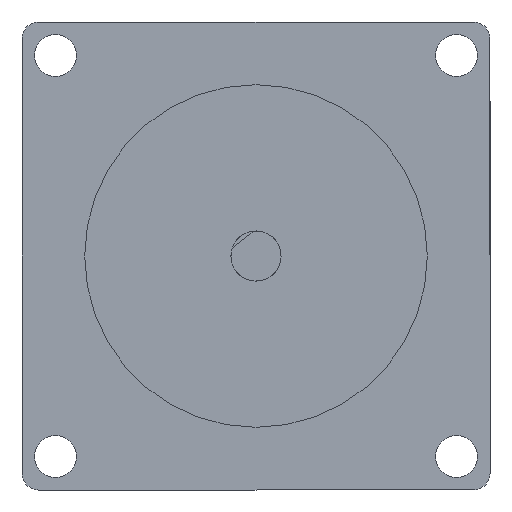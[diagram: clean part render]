
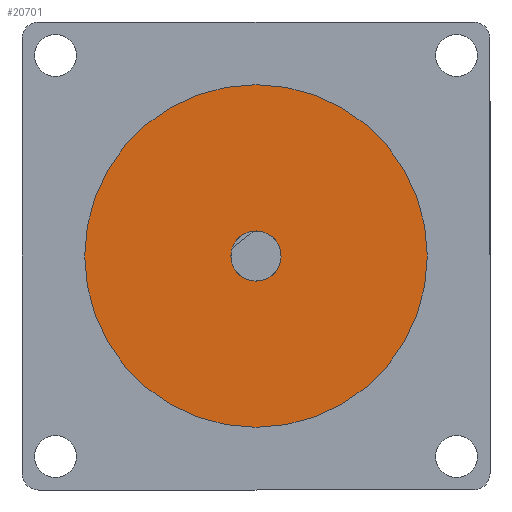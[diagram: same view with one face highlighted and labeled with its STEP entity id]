
A CAD part, left-side view. The second image highlights one B-rep face of the part: STEP entity #20701.
In plain terms, the highlighted planar face has unit normal (-1, 0, 0).
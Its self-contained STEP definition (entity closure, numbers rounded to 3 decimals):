
#805 = EDGE_LOOP ( 'NONE', ( #12268, #29243 ) ) ;
#1005 = ORIENTED_EDGE ( 'NONE', *, *, #19863, .T. ) ;
#1817 = VERTEX_POINT ( 'NONE', #24495 ) ;
#2088 = DIRECTION ( 'NONE',  ( -1., 0., 0. ) ) ;
#4631 = CARTESIAN_POINT ( 'NONE',  ( -12., 0., 0. ) ) ;
#6092 = FACE_BOUND ( 'NONE', #805, .T. ) ;
#6380 = EDGE_CURVE ( 'NONE', #13130, #21393, #24092, .T. ) ;
#6726 = EDGE_LOOP ( 'NONE', ( #34668, #1005 ) ) ;
#6786 = CARTESIAN_POINT ( 'NONE',  ( -12., 0., 0. ) ) ;
#7623 = DIRECTION ( 'NONE',  ( -1., 0., 0. ) ) ;
#7986 = AXIS2_PLACEMENT_3D ( 'NONE', #4631, #7623, #8510 ) ;
#8072 = CARTESIAN_POINT ( 'NONE',  ( -12., 0., 0. ) ) ;
#8510 = DIRECTION ( 'NONE',  ( 0., 0., 1. ) ) ;
#10573 = AXIS2_PLACEMENT_3D ( 'NONE', #10797, #2088, #31704 ) ;
#10797 = CARTESIAN_POINT ( 'NONE',  ( -12., 0., 0. ) ) ;
#11058 = DIRECTION ( 'NONE',  ( -1., 0., 0. ) ) ;
#12268 = ORIENTED_EDGE ( 'NONE', *, *, #33560, .F. ) ;
#13033 = PLANE ( 'NONE',  #16834 ) ;
#13130 = VERTEX_POINT ( 'NONE', #29793 ) ;
#13838 = DIRECTION ( 'NONE',  ( 0., 0., 1. ) ) ;
#16344 = FACE_OUTER_BOUND ( 'NONE', #6726, .T. ) ;
#16834 = AXIS2_PLACEMENT_3D ( 'NONE', #6786, #36946, #22062 ) ;
#17013 = DIRECTION ( 'NONE',  ( -1., 0., 0. ) ) ;
#17401 = DIRECTION ( 'NONE',  ( 0., 0., 1. ) ) ;
#19738 = CIRCLE ( 'NONE', #20776, 3. ) ;
#19863 = EDGE_CURVE ( 'NONE', #36514, #1817, #29959, .T. ) ;
#20701 = ADVANCED_FACE ( 'NONE', ( #6092, #16344 ), #13033, .T. ) ;
#20776 = AXIS2_PLACEMENT_3D ( 'NONE', #8072, #11058, #13838 ) ;
#21393 = VERTEX_POINT ( 'NONE', #37667 ) ;
#22062 = DIRECTION ( 'NONE',  ( 0., 0., 1. ) ) ;
#24092 = CIRCLE ( 'NONE', #10573, 3. ) ;
#24306 = CARTESIAN_POINT ( 'NONE',  ( -12., 0., 20.5 ) ) ;
#24495 = CARTESIAN_POINT ( 'NONE',  ( -12., 0., -20.5 ) ) ;
#26189 = CARTESIAN_POINT ( 'NONE',  ( -12., 0., 0. ) ) ;
#26213 = EDGE_CURVE ( 'NONE', #1817, #36514, #32598, .T. ) ;
#29243 = ORIENTED_EDGE ( 'NONE', *, *, #6380, .F. ) ;
#29793 = CARTESIAN_POINT ( 'NONE',  ( -12., 0., -3. ) ) ;
#29959 = CIRCLE ( 'NONE', #33629, 20.5 ) ;
#31704 = DIRECTION ( 'NONE',  ( 0., 0., 1. ) ) ;
#32598 = CIRCLE ( 'NONE', #7986, 20.5 ) ;
#33560 = EDGE_CURVE ( 'NONE', #21393, #13130, #19738, .T. ) ;
#33629 = AXIS2_PLACEMENT_3D ( 'NONE', #26189, #17013, #17401 ) ;
#34668 = ORIENTED_EDGE ( 'NONE', *, *, #26213, .T. ) ;
#36514 = VERTEX_POINT ( 'NONE', #24306 ) ;
#36946 = DIRECTION ( 'NONE',  ( -1., 0., 0. ) ) ;
#37667 = CARTESIAN_POINT ( 'NONE',  ( -12., 0., 3. ) ) ;
